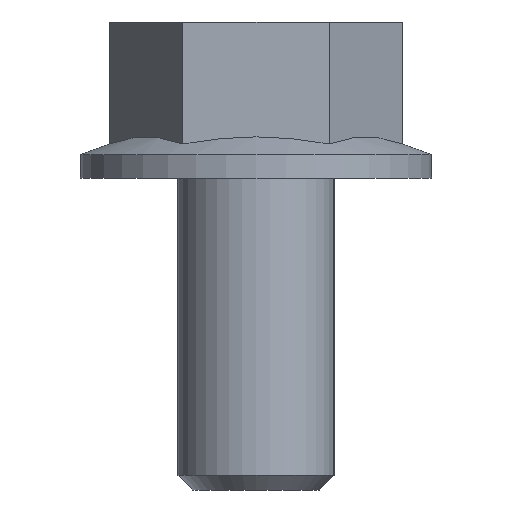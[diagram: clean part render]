
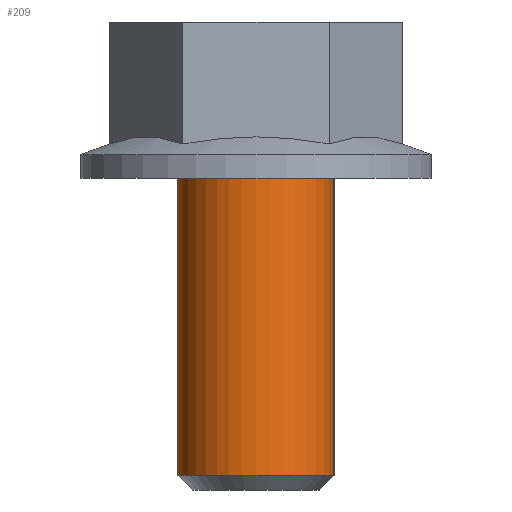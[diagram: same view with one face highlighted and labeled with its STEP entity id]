
A CAD part, left-side view. The second image highlights one B-rep face of the part: STEP entity #209.
In plain terms, the highlighted cylindrical face has radius 4 mm (diameter 8 mm), a full revolution.
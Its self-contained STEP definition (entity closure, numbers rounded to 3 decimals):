
#70=CYLINDRICAL_SURFACE('',#240,4.);
#88=ORIENTED_EDGE('',*,*,#132,.F.);
#89=ORIENTED_EDGE('',*,*,#131,.T.);
#131=EDGE_CURVE('',#154,#154,#165,.T.);
#132=EDGE_CURVE('',#155,#155,#166,.T.);
#154=VERTEX_POINT('',#359);
#155=VERTEX_POINT('',#362);
#165=CIRCLE('',#239,4.);
#166=CIRCLE('',#241,4.);
#174=EDGE_LOOP('',(#88));
#175=EDGE_LOOP('',(#89));
#192=FACE_BOUND('',#174,.T.);
#193=FACE_BOUND('',#175,.T.);
#209=ADVANCED_FACE('',(#192,#193),#70,.T.);
#239=AXIS2_PLACEMENT_3D('',#358,#268,#269);
#240=AXIS2_PLACEMENT_3D('',#360,#270,#271);
#241=AXIS2_PLACEMENT_3D('',#361,#272,#273);
#268=DIRECTION('',(0.,0.,-1.));
#269=DIRECTION('',(-1.,0.,0.));
#270=DIRECTION('',(0.,0.,-1.));
#271=DIRECTION('',(-1.,0.,0.));
#272=DIRECTION('',(0.,0.,-1.));
#273=DIRECTION('',(-1.,0.,0.));
#358=CARTESIAN_POINT('',(0.,0.,16.));
#359=CARTESIAN_POINT('',(-4.,0.,16.));
#360=CARTESIAN_POINT('',(0.,0.,0.));
#361=CARTESIAN_POINT('',(0.,0.,0.767));
#362=CARTESIAN_POINT('',(-4.,0.,0.767));
